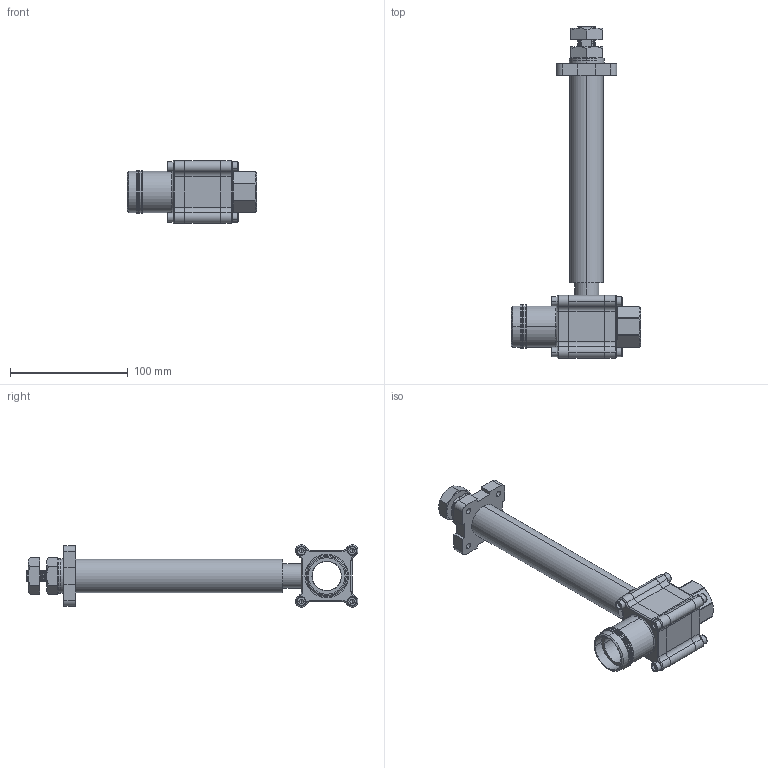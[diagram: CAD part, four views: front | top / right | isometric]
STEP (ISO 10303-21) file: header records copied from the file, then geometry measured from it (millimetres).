
FILE_DESCRIPTION (( 'STEP AP214' ), '1' );
FILE_NAME ('VCI-CRY-201H-900-1-NPT-SW_BS.STEP', '2025-06-06T12:49:32', ( '' ), ( '' ), 'SwSTEP 2.0', 'SolidWorks 2025', '' );
FILE_SCHEMA (( 'AUTOMOTIVE_DESIGN' ));
Length unit declared in the file: millimetre
Products named in the file (5): heavy hex jam nut_ai_HHJNUT 0.6250-18-B-N; VCI-CRY-201H-900-1-NPT-SW_BS; socket head cap screw_ai_HX-SHCS 0.19-32x0.25x0.25-N; VCI-CRY-201H-900-1-NPT-SW; flat washer type a narrow_ai_Preferred Narrow FW 0.5625
Assembly tree (13 placements, depth 2):
  VCI-CRY-201H-900-1-NPT-SW_BS
    VCI-CRY-201H-900-1-NPT-SW
    socket head cap screw_ai_HX-SHCS 0.19-32x0.25x0.25-N  x8
    flat washer type a narrow_ai_Preferred Narrow FW 0.5625  x2
    heavy hex jam nut_ai_HHJNUT 0.6250-18-B-N  x2
Bounding box: 109.4 x 281.5 x 53 mm (x, y, z)
Volume: 262608.3 mm3; surface area: 74620.2 mm2
Topology: 15 solids, 15 shells, 688 faces, 1706 edges, 1062 vertices
Faces by surface type: cylinder 246, plane 225, bspline 91, cone 72, torus 54
Entity records: 99482 total; most frequent: CARTESIAN_POINT 88869, ORIENTED_EDGE 2444, DIRECTION 1936, EDGE_CURVE 1222, VERTEX_POINT 787, AXIS2_PLACEMENT_3D 760, EDGE_LOOP 521, FACE_OUTER_BOUND 463
